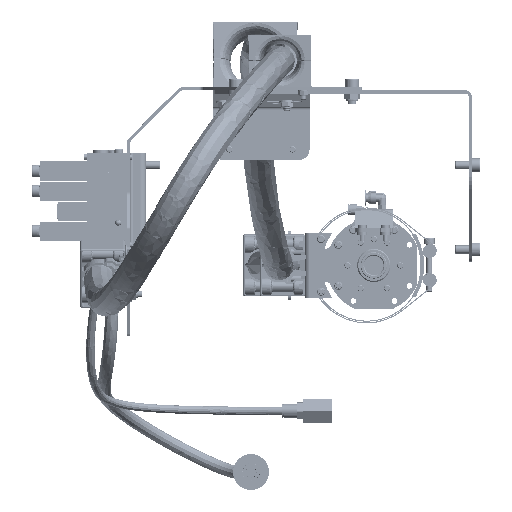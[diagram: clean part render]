
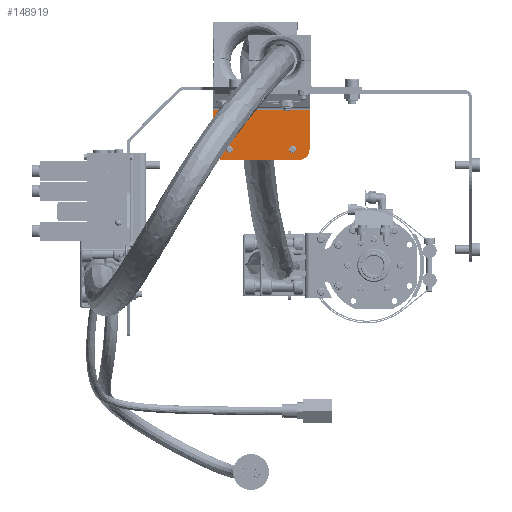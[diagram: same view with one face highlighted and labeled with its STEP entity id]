
A CAD part, left-side view. The second image highlights one B-rep face of the part: STEP entity #148919.
In plain terms, the highlighted planar face has unit normal (-1, 0, 0).
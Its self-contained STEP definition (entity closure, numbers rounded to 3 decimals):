
#3364 = VERTEX_POINT ( 'NONE', #318778 ) ;
#6701 = CARTESIAN_POINT ( 'NONE',  ( 423., 34., 1865.013 ) ) ;
#17724 = LINE ( 'NONE', #46708, #51480 ) ;
#18282 = EDGE_LOOP ( 'NONE', ( #181751, #181135 ) ) ;
#28780 = ORIENTED_EDGE ( 'NONE', *, *, #272547, .F. ) ;
#36323 = CIRCLE ( 'NONE', #172953, 10. ) ;
#43666 = CARTESIAN_POINT ( 'NONE',  ( 423., 71., 1865.013 ) ) ;
#46708 = CARTESIAN_POINT ( 'NONE',  ( 423., 172., 1912.496 ) ) ;
#49041 = EDGE_CURVE ( 'NONE', #143401, #239175, #36323, .T. ) ;
#49043 = VERTEX_POINT ( 'NONE', #192584 ) ;
#51480 = VECTOR ( 'NONE', #280992, 1000. ) ;
#53868 = FACE_OUTER_BOUND ( 'NONE', #253758, .T. ) ;
#54299 = CARTESIAN_POINT ( 'NONE',  ( 423., 77., 1875. ) ) ;
#56278 = LINE ( 'NONE', #6701, #295522 ) ;
#56718 = CARTESIAN_POINT ( 'NONE',  ( 423., 61., 1933.261 ) ) ;
#66777 = DIRECTION ( 'NONE',  ( 0., 0., 1. ) ) ;
#67650 = ORIENTED_EDGE ( 'NONE', *, *, #274269, .F. ) ;
#69891 = EDGE_CURVE ( 'NONE', #248530, #172642, #166056, .T. ) ;
#80478 = CARTESIAN_POINT ( 'NONE',  ( 423., 143., 1865.013 ) ) ;
#82806 = ORIENTED_EDGE ( 'NONE', *, *, #142110, .F. ) ;
#82887 = AXIS2_PLACEMENT_3D ( 'NONE', #172732, #220771, #66777 ) ;
#82952 = DIRECTION ( 'NONE',  ( 0., 0., 1. ) ) ;
#89714 = AXIS2_PLACEMENT_3D ( 'NONE', #243573, #240228, #108571 ) ;
#103578 = CIRCLE ( 'NONE', #125512, 3.3 ) ;
#103917 = CARTESIAN_POINT ( 'NONE',  ( 423., 61., 1912.496 ) ) ;
#108571 = DIRECTION ( 'NONE',  ( 0., 0., 1. ) ) ;
#115562 = DIRECTION ( 'NONE',  ( -1., 0., 0. ) ) ;
#122973 = EDGE_CURVE ( 'NONE', #138642, #172642, #253452, .T. ) ;
#125512 = AXIS2_PLACEMENT_3D ( 'NONE', #54299, #158598, #256132 ) ;
#130508 = CARTESIAN_POINT ( 'NONE',  ( 423., 133.7, 1875. ) ) ;
#130810 = FACE_BOUND ( 'NONE', #18282, .T. ) ;
#131763 = VECTOR ( 'NONE', #214084, 1000. ) ;
#134995 = CARTESIAN_POINT ( 'NONE',  ( 423., 153., 1875.013 ) ) ;
#138642 = VERTEX_POINT ( 'NONE', #43666 ) ;
#142110 = EDGE_CURVE ( 'NONE', #143401, #187957, #267053, .T. ) ;
#143401 = VERTEX_POINT ( 'NONE', #134995 ) ;
#148919 = ADVANCED_FACE ( 'NONE', ( #53868, #130810, #183873 ), #264240, .T. ) ;
#150209 = VERTEX_POINT ( 'NONE', #161629 ) ;
#150280 = EDGE_CURVE ( 'NONE', #49043, #3364, #161020, .T. ) ;
#158598 = DIRECTION ( 'NONE',  ( -1., 0., 0. ) ) ;
#161020 = CIRCLE ( 'NONE', #183235, 3.3 ) ;
#161629 = CARTESIAN_POINT ( 'NONE',  ( 423., 140.3, 1875. ) ) ;
#166056 = LINE ( 'NONE', #56718, #225678 ) ;
#172642 = VERTEX_POINT ( 'NONE', #232551 ) ;
#172732 = CARTESIAN_POINT ( 'NONE',  ( 423., 137., 1875. ) ) ;
#172953 = AXIS2_PLACEMENT_3D ( 'NONE', #243860, #115562, #190897 ) ;
#180698 = CARTESIAN_POINT ( 'NONE',  ( 423., 137., 1875. ) ) ;
#180724 = EDGE_CURVE ( 'NONE', #150209, #274067, #295756, .T. ) ;
#181135 = ORIENTED_EDGE ( 'NONE', *, *, #276400, .F. ) ;
#181751 = ORIENTED_EDGE ( 'NONE', *, *, #180724, .F. ) ;
#183235 = AXIS2_PLACEMENT_3D ( 'NONE', #298343, #199057, #296664 ) ;
#183873 = FACE_BOUND ( 'NONE', #254203, .T. ) ;
#187957 = VERTEX_POINT ( 'NONE', #234187 ) ;
#190897 = DIRECTION ( 'NONE',  ( 0., 0., 1. ) ) ;
#192584 = CARTESIAN_POINT ( 'NONE',  ( 423., 73.7, 1875. ) ) ;
#199057 = DIRECTION ( 'NONE',  ( -1., 0., 0. ) ) ;
#211226 = DIRECTION ( 'NONE',  ( -1., 0., 0. ) ) ;
#214084 = DIRECTION ( 'NONE',  ( 0., 0., 1. ) ) ;
#220771 = DIRECTION ( 'NONE',  ( -1., 0., 0. ) ) ;
#225678 = VECTOR ( 'NONE', #265370, 1000. ) ;
#232028 = DIRECTION ( 'NONE',  ( -1., 0., 0. ) ) ;
#232551 = CARTESIAN_POINT ( 'NONE',  ( 423., 61., 1875.013 ) ) ;
#234187 = CARTESIAN_POINT ( 'NONE',  ( 423., 153., 1912.496 ) ) ;
#235401 = ORIENTED_EDGE ( 'NONE', *, *, #49041, .T. ) ;
#239175 = VERTEX_POINT ( 'NONE', #80478 ) ;
#240228 = DIRECTION ( 'NONE',  ( -1., 0., 0. ) ) ;
#243573 = CARTESIAN_POINT ( 'NONE',  ( 423., 71., 1875.013 ) ) ;
#243860 = CARTESIAN_POINT ( 'NONE',  ( 423., 143., 1875.013 ) ) ;
#245486 = ORIENTED_EDGE ( 'NONE', *, *, #150280, .F. ) ;
#247119 = CIRCLE ( 'NONE', #258084, 3.3 ) ;
#248530 = VERTEX_POINT ( 'NONE', #103917 ) ;
#253452 = CIRCLE ( 'NONE', #89714, 10. ) ;
#253758 = EDGE_LOOP ( 'NONE', ( #67650, #330415, #335293, #334880, #82806, #235401 ) ) ;
#254203 = EDGE_LOOP ( 'NONE', ( #28780, #245486 ) ) ;
#256132 = DIRECTION ( 'NONE',  ( 0., 0., 1. ) ) ;
#257856 = EDGE_CURVE ( 'NONE', #187957, #248530, #17724, .T. ) ;
#258084 = AXIS2_PLACEMENT_3D ( 'NONE', #180698, #232028, #336323 ) ;
#264240 = PLANE ( 'NONE',  #335283 ) ;
#264930 = DIRECTION ( 'NONE',  ( 0., 1., 0. ) ) ;
#265370 = DIRECTION ( 'NONE',  ( 0., 0., -1. ) ) ;
#267053 = LINE ( 'NONE', #289302, #131763 ) ;
#272547 = EDGE_CURVE ( 'NONE', #3364, #49043, #103578, .T. ) ;
#274067 = VERTEX_POINT ( 'NONE', #130508 ) ;
#274269 = EDGE_CURVE ( 'NONE', #138642, #239175, #56278, .T. ) ;
#276400 = EDGE_CURVE ( 'NONE', #274067, #150209, #247119, .T. ) ;
#280992 = DIRECTION ( 'NONE',  ( 0., -1., 0. ) ) ;
#288163 = CARTESIAN_POINT ( 'NONE',  ( 423., 34., 1933.261 ) ) ;
#289302 = CARTESIAN_POINT ( 'NONE',  ( 423., 153., 1933.261 ) ) ;
#295522 = VECTOR ( 'NONE', #264930, 1000. ) ;
#295756 = CIRCLE ( 'NONE', #82887, 3.3 ) ;
#296664 = DIRECTION ( 'NONE',  ( 0., 0., 1. ) ) ;
#298343 = CARTESIAN_POINT ( 'NONE',  ( 423., 77., 1875. ) ) ;
#318778 = CARTESIAN_POINT ( 'NONE',  ( 423., 80.3, 1875. ) ) ;
#330415 = ORIENTED_EDGE ( 'NONE', *, *, #122973, .T. ) ;
#334880 = ORIENTED_EDGE ( 'NONE', *, *, #257856, .F. ) ;
#335283 = AXIS2_PLACEMENT_3D ( 'NONE', #288163, #211226, #82952 ) ;
#335293 = ORIENTED_EDGE ( 'NONE', *, *, #69891, .F. ) ;
#336323 = DIRECTION ( 'NONE',  ( 0., 0., 1. ) ) ;
